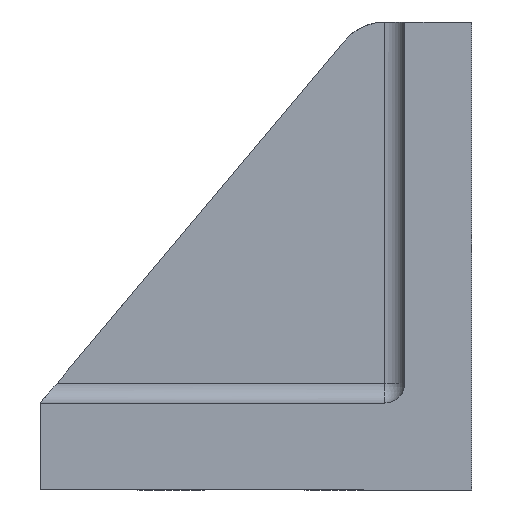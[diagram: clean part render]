
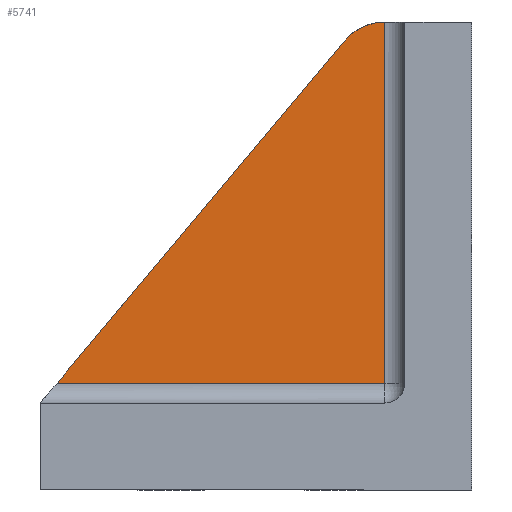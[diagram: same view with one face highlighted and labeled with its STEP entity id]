
A CAD part, front view. The second image highlights one B-rep face of the part: STEP entity #5741.
In plain terms, the highlighted planar face has unit normal (0, -1, 0).
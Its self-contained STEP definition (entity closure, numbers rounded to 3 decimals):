
#2181=EDGE_CURVE('',#4007,#3407,#6092,.T.);
#3011=VERTEX_POINT('',#7023);
#3361=EDGE_CURVE('',#3011,#4007,#7417,.T.);
#3363=EDGE_CURVE('',#3011,#4241,#7419,.T.);
#3407=VERTEX_POINT('',#7468);
#4007=VERTEX_POINT('',#8138);
#4241=VERTEX_POINT('',#8400);
#5167=EDGE_CURVE('',#3407,#4241,#9447,.T.);
#5741=ADVANCED_FACE('',(#10095),#10096,.F.);
#6092=CIRCLE('',#10525,16.);
#7023=CARTESIAN_POINT('',(-83.965,13.5,32.));
#7417=LINE('',#12244,#12245);
#7419=LINE('',#12248,#12249);
#7468=CARTESIAN_POINT('',(14.0,13.5,140.));
#8138=CARTESIAN_POINT('',(1.862,13.5,134.285));
#8400=CARTESIAN_POINT('',(14.0,13.5,32.));
#9447=LINE('',#14844,#14845);
#10095=FACE_OUTER_BOUND('',#15694,.T.);
#10096=PLANE('',#15695);
#10525=AXIS2_PLACEMENT_3D('',#16187,#16188,#16189);
#12244=CARTESIAN_POINT('',(-60.933,13.5,59.449));
#12245=VECTOR('',#18046,1.0);
#12248=CARTESIAN_POINT('',(-89.0,13.5,32.));
#12249=VECTOR('',#18047,1.0);
#14844=CARTESIAN_POINT('',(14.0,13.5,32.));
#14845=VECTOR('',#20842,1.0);
#15694=EDGE_LOOP('',(#21765,#21766,#21767,#21768));
#15695=AXIS2_PLACEMENT_3D('',#21769,#21770,#21771);
#16187=CARTESIAN_POINT('',(14.118,13.5,124.0));
#16188=DIRECTION('',(-0.0,1.0,0.0));
#16189=DIRECTION('',(0.,0.0,1.0));
#18046=DIRECTION('',(0.643,0.0,0.766));
#18047=DIRECTION('',(1.0,0.0,0.0));
#20842=DIRECTION('',(0.0,0.0,-1.0));
#21765=ORIENTED_EDGE('',*,*,#2181,.F.);
#21766=ORIENTED_EDGE('',*,*,#3361,.F.);
#21767=ORIENTED_EDGE('',*,*,#3363,.T.);
#21768=ORIENTED_EDGE('',*,*,#5167,.F.);
#21769=CARTESIAN_POINT('',(-89.0,13.5,140.0));
#21770=DIRECTION('',(0.0,1.0,0.0));
#21771=DIRECTION('',(-1.0,0.0,0.0));
